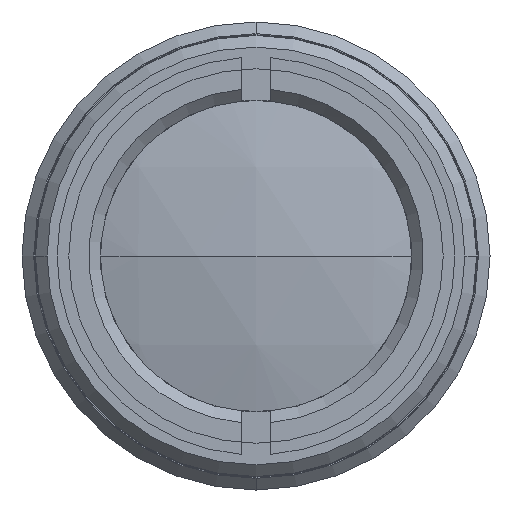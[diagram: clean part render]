
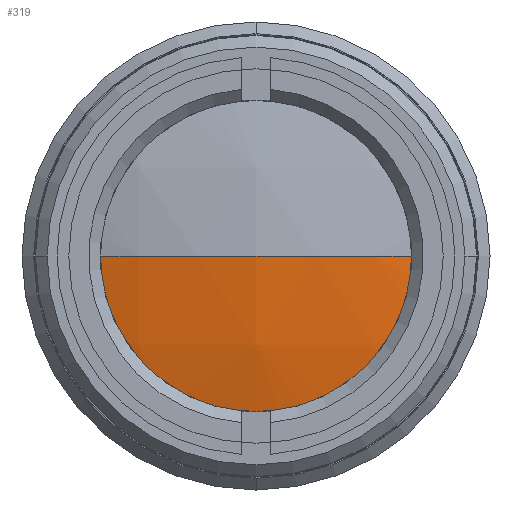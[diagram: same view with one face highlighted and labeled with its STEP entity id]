
A CAD part, left-side view. The second image highlights one B-rep face of the part: STEP entity #319.
In plain terms, the highlighted spherical face has radius 57.68 mm.
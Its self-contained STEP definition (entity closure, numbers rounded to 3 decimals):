
#40 = CARTESIAN_POINT ( 'NONE',  ( -53.94, 0., 0. ) ) ;
#54 = EDGE_CURVE ( 'NONE', #2842, #2864, #953, .T. ) ;
#78 = EDGE_CURVE ( 'NONE', #970, #2864, #1517, .T. ) ;
#141 = ORIENTED_EDGE ( 'NONE', *, *, #78, .F. ) ;
#197 = DIRECTION ( 'NONE',  ( 0., 0., 1. ) ) ;
#245 = AXIS2_PLACEMENT_3D ( 'NONE', #563, #1819, #1308 ) ;
#319 = ADVANCED_FACE ( 'NONE', ( #441 ), #2779, .T. ) ;
#441 = FACE_OUTER_BOUND ( 'NONE', #2871, .T. ) ;
#469 = CARTESIAN_POINT ( 'NONE',  ( 3.74, 0., 0. ) ) ;
#563 = CARTESIAN_POINT ( 'NONE',  ( 3.74, 0., 0. ) ) ;
#728 = DIRECTION ( 'NONE',  ( 0., 1., 0. ) ) ;
#809 = CIRCLE ( 'NONE', #2039, 15. ) ;
#953 = CIRCLE ( 'NONE', #1459, 57.68 ) ;
#970 = VERTEX_POINT ( 'NONE', #1848 ) ;
#1308 = DIRECTION ( 'NONE',  ( 0., 1., 0. ) ) ;
#1459 = AXIS2_PLACEMENT_3D ( 'NONE', #469, #2713, #728 ) ;
#1517 = CIRCLE ( 'NONE', #3115, 57.68 ) ;
#1556 = DIRECTION ( 'NONE',  ( -1., 0., 0. ) ) ;
#1642 = ORIENTED_EDGE ( 'NONE', *, *, #2402, .T. ) ;
#1734 = ORIENTED_EDGE ( 'NONE', *, *, #54, .T. ) ;
#1789 = DIRECTION ( 'NONE',  ( 0., 0., 1. ) ) ;
#1819 = DIRECTION ( 'NONE',  ( 0., 0., -1. ) ) ;
#1848 = CARTESIAN_POINT ( 'NONE',  ( -51.955, 15., 0. ) ) ;
#1999 = CARTESIAN_POINT ( 'NONE',  ( 3.74, 0., 0. ) ) ;
#2039 = AXIS2_PLACEMENT_3D ( 'NONE', #3077, #1556, #1789 ) ;
#2402 = EDGE_CURVE ( 'NONE', #970, #2842, #809, .T. ) ;
#2713 = DIRECTION ( 'NONE',  ( 0., 0., -1. ) ) ;
#2779 = SPHERICAL_SURFACE ( 'NONE', #245, 57.68 ) ;
#2842 = VERTEX_POINT ( 'NONE', #3082 ) ;
#2864 = VERTEX_POINT ( 'NONE', #40 ) ;
#2871 = EDGE_LOOP ( 'NONE', ( #1642, #1734, #141 ) ) ;
#3077 = CARTESIAN_POINT ( 'NONE',  ( -51.955, 0., 0. ) ) ;
#3082 = CARTESIAN_POINT ( 'NONE',  ( -51.955, -15., 0. ) ) ;
#3115 = AXIS2_PLACEMENT_3D ( 'NONE', #1999, #197, #3209 ) ;
#3209 = DIRECTION ( 'NONE',  ( 1., 0., 0. ) ) ;
